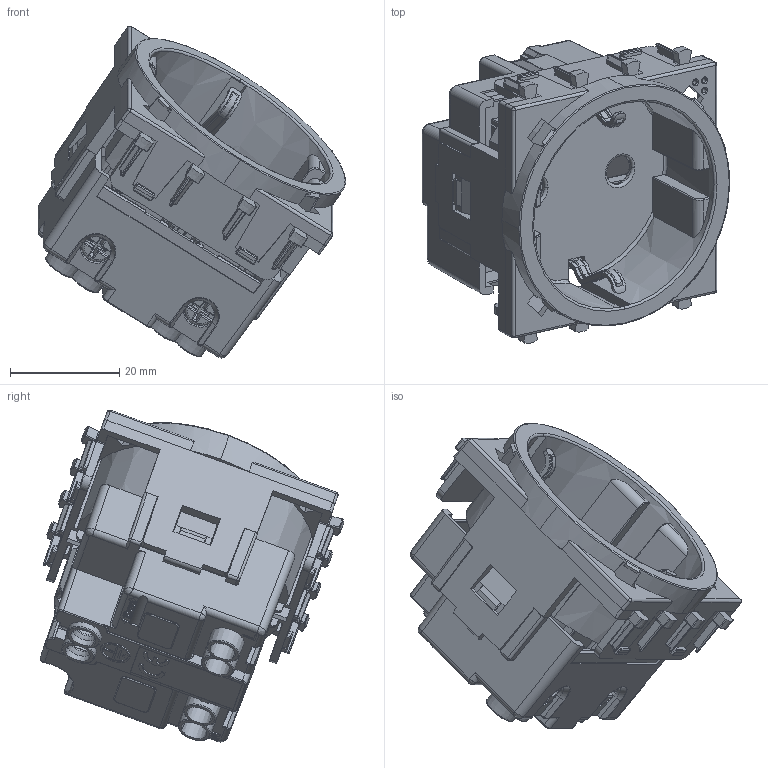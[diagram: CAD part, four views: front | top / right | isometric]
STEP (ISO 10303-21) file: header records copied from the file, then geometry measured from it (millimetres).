
FILE_DESCRIPTION(('CATIA V5 STEP Exchange'),'2;1');
FILE_NAME('444090SB.stp','2024-03-26T07:22:59+00:00',('none'),('none'),'CATIA Version 5-6 Release 2016 SP6','CATIA V5 STEP AP203','none');
FILE_SCHEMA(('CONFIG_CONTROL_DESIGN'));
Products named in the file (1): STEP
Assembly tree (15 placements, depth 2):
  STEP
    #57
    #10711
    #11583  x3
    #13496  x3
    #14362
    #56549
    #92100
    #122234  x2
    #134570
    #170374
Bounding box: 56.19 x 55.46 x 60.67 mm (x, y, z)
Volume: 22440.4 mm3; surface area: 37273 mm2
Topology: 14 solids, 14 shells, 5096 faces, 13229 edges, 7921 vertices
Faces by surface type: plane 2211, cylinder 1646, bspline 419, sphere 286, cone 282, torus 236, revolution 16
Entity records: 170382 total; most frequent: CARTESIAN_POINT 73414, ORIENTED_EDGE 22966, DIRECTION 14670, EDGE_CURVE 11483, VERTEX_POINT 7008, VECTOR 5670, LINE 5670, AXIS2_PLACEMENT_3D 5607
